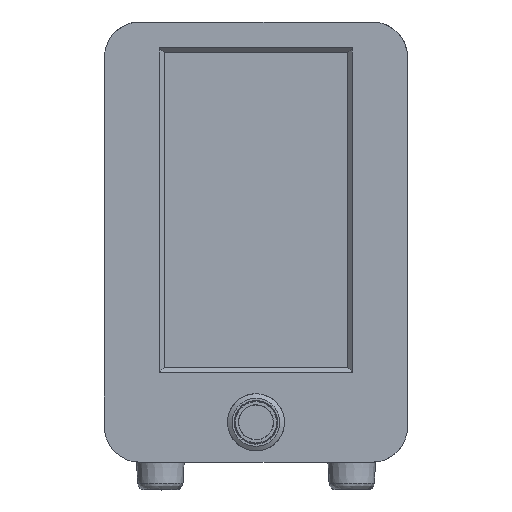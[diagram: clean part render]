
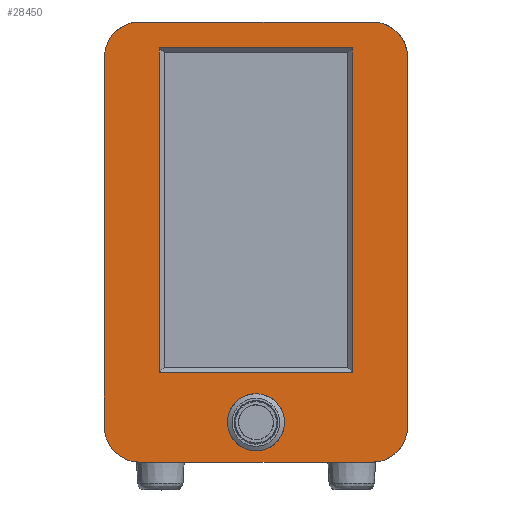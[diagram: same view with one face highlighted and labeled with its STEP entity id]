
A CAD part, top view. The second image highlights one B-rep face of the part: STEP entity #28450.
In plain terms, the highlighted planar face has unit normal (0, 0, 1).
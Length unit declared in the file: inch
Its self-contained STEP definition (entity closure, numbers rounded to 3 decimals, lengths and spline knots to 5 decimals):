
#452 = DIRECTION ( 'NONE',  ( 0., 0., 1. ) ) ;
#1179 = LINE ( 'NONE', #6786, #12173 ) ;
#1259 = CARTESIAN_POINT ( 'NONE',  ( -1.77563, -2.39911, -0.9625 ) ) ;
#1377 = LINE ( 'NONE', #9079, #24143 ) ;
#1945 = DIRECTION ( 'NONE',  ( 0., -1., 0. ) ) ;
#2081 = VERTEX_POINT ( 'NONE', #12633 ) ;
#2167 = LINE ( 'NONE', #25542, #21620 ) ;
#2372 = CARTESIAN_POINT ( 'NONE',  ( 0.09445, 0.27805, -0.9625 ) ) ;
#2764 = ORIENTED_EDGE ( 'NONE', *, *, #24082, .F. ) ;
#3484 = CARTESIAN_POINT ( 'NONE',  ( 1.53146, -2.39911, -0.9625 ) ) ;
#3492 = VECTOR ( 'NONE', #29728, 39.37008 ) ;
#4002 = EDGE_CURVE ( 'NONE', #8337, #19314, #7055, .T. ) ;
#4228 = VECTOR ( 'NONE', #1945, 39.37008 ) ;
#4240 = LINE ( 'NONE', #11008, #3492 ) ;
#4383 = DIRECTION ( 'NONE',  ( 1., 0., 0. ) ) ;
#4506 = CARTESIAN_POINT ( 'NONE',  ( -1.77563, 2.16781, -0.9625 ) ) ;
#4824 = CIRCLE ( 'NONE', #24903, 0.43307 ) ;
#4907 = EDGE_CURVE ( 'NONE', #13077, #26002, #21690, .T. ) ;
#5202 = VERTEX_POINT ( 'NONE', #4506 ) ;
#5814 = EDGE_CURVE ( 'NONE', #26002, #17746, #4824, .T. ) ;
#5851 = DIRECTION ( 'NONE',  ( 1., 0., 0. ) ) ;
#5920 = CARTESIAN_POINT ( 'NONE',  ( -1.09669, 2.22096, -0.9625 ) ) ;
#5974 = AXIS2_PLACEMENT_3D ( 'NONE', #22913, #8867, #25276 ) ;
#6712 = CARTESIAN_POINT ( 'NONE',  ( 1.28559, -1.72392, -0.9625 ) ) ;
#6754 = VERTEX_POINT ( 'NONE', #19517 ) ;
#6786 = CARTESIAN_POINT ( 'NONE',  ( -1.03764, -1.72392, -0.9625 ) ) ;
#6852 = AXIS2_PLACEMENT_3D ( 'NONE', #14487, #452, #16873 ) ;
#7055 = CIRCLE ( 'NONE', #5974, 0.43307 ) ;
#7078 = DIRECTION ( 'NONE',  ( 0., 0., -1. ) ) ;
#7127 = EDGE_CURVE ( 'NONE', #12996, #27852, #2167, .T. ) ;
#7157 = DIRECTION ( 'NONE',  ( -1., 0., 0. ) ) ;
#7281 = CIRCLE ( 'NONE', #22954, 0.43307 ) ;
#7405 = EDGE_CURVE ( 'NONE', #2081, #13077, #7281, .T. ) ;
#7509 = VECTOR ( 'NONE', #7157, 39.37008 ) ;
#7885 = CARTESIAN_POINT ( 'NONE',  ( 1.96453, 2.60089, -0.9625 ) ) ;
#8266 = DIRECTION ( 'NONE',  ( 0., 1., 0. ) ) ;
#8337 = VERTEX_POINT ( 'NONE', #1259 ) ;
#8743 = DIRECTION ( 'NONE',  ( 0., 0., 1. ) ) ;
#8867 = DIRECTION ( 'NONE',  ( 0., 0., 1. ) ) ;
#9079 = CARTESIAN_POINT ( 'NONE',  ( 1.22654, 2.28002, -0.9625 ) ) ;
#9484 = EDGE_CURVE ( 'NONE', #6754, #12996, #1377, .T. ) ;
#10024 = CARTESIAN_POINT ( 'NONE',  ( -1.09669, -1.72392, -0.9625 ) ) ;
#10176 = ORIENTED_EDGE ( 'NONE', *, *, #29000, .T. ) ;
#10248 = DIRECTION ( 'NONE',  ( 0., 1., 0. ) ) ;
#10478 = FACE_BOUND ( 'NONE', #21992, .T. ) ;
#10768 = CARTESIAN_POINT ( 'NONE',  ( 1.96453, -2.39911, -0.9625 ) ) ;
#11008 = CARTESIAN_POINT ( 'NONE',  ( 1.96453, -2.83219, -0.9625 ) ) ;
#11402 = DIRECTION ( 'NONE',  ( 0., 0., 1. ) ) ;
#11800 = VERTEX_POINT ( 'NONE', #20095 ) ;
#12130 = VECTOR ( 'NONE', #10248, 39.37008 ) ;
#12173 = VECTOR ( 'NONE', #20735, 39.37008 ) ;
#12526 = ORIENTED_EDGE ( 'NONE', *, *, #13462, .T. ) ;
#12633 = CARTESIAN_POINT ( 'NONE',  ( 1.53146, -2.83219, -0.9625 ) ) ;
#12996 = VERTEX_POINT ( 'NONE', #29308 ) ;
#13077 = VERTEX_POINT ( 'NONE', #10768 ) ;
#13356 = VECTOR ( 'NONE', #8266, 39.37008 ) ;
#13462 = EDGE_CURVE ( 'NONE', #27852, #24913, #1179, .T. ) ;
#14459 = ORIENTED_EDGE ( 'NONE', *, *, #7405, .T. ) ;
#14487 = CARTESIAN_POINT ( 'NONE',  ( -1.34256, 2.16781, -0.9625 ) ) ;
#15228 = LINE ( 'NONE', #23580, #7509 ) ;
#15230 = CIRCLE ( 'NONE', #30141, 0.35236 ) ;
#15238 = ORIENTED_EDGE ( 'NONE', *, *, #24134, .F. ) ;
#15535 = AXIS2_PLACEMENT_3D ( 'NONE', #2372, #7078, #23508 ) ;
#16873 = DIRECTION ( 'NONE',  ( 1., 0., 0. ) ) ;
#17420 = EDGE_LOOP ( 'NONE', ( #15238 ) ) ;
#17522 = EDGE_CURVE ( 'NONE', #5202, #8337, #22931, .T. ) ;
#17746 = VERTEX_POINT ( 'NONE', #23988 ) ;
#17788 = ORIENTED_EDGE ( 'NONE', *, *, #18659, .T. ) ;
#18452 = ORIENTED_EDGE ( 'NONE', *, *, #5814, .T. ) ;
#18659 = EDGE_CURVE ( 'NONE', #25011, #5202, #20673, .T. ) ;
#18747 = EDGE_LOOP ( 'NONE', ( #28914, #29281, #2764, #14459, #26553, #18452, #10176, #17788 ) ) ;
#19314 = VERTEX_POINT ( 'NONE', #26531 ) ;
#19517 = CARTESIAN_POINT ( 'NONE',  ( -1.09669, 2.28002, -0.9625 ) ) ;
#19888 = DIRECTION ( 'NONE',  ( 0., 0., 1. ) ) ;
#20095 = CARTESIAN_POINT ( 'NONE',  ( -0.25539, -2.38218, -0.9625 ) ) ;
#20673 = CIRCLE ( 'NONE', #6852, 0.43307 ) ;
#20710 = CARTESIAN_POINT ( 'NONE',  ( -1.77563, 2.60089, -0.9625 ) ) ;
#20735 = DIRECTION ( 'NONE',  ( -1., 0., 0. ) ) ;
#21620 = VECTOR ( 'NONE', #30218, 39.37008 ) ;
#21690 = LINE ( 'NONE', #7885, #12130 ) ;
#21992 = EDGE_LOOP ( 'NONE', ( #30354, #24520, #30014, #12526 ) ) ;
#22036 = CARTESIAN_POINT ( 'NONE',  ( -1.34256, 2.60089, -0.9625 ) ) ;
#22792 = CARTESIAN_POINT ( 'NONE',  ( 1.53146, 2.16781, -0.9625 ) ) ;
#22913 = CARTESIAN_POINT ( 'NONE',  ( -1.34256, -2.39911, -0.9625 ) ) ;
#22931 = LINE ( 'NONE', #20710, #4228 ) ;
#22954 = AXIS2_PLACEMENT_3D ( 'NONE', #3484, #19888, #5851 ) ;
#22968 = FACE_BOUND ( 'NONE', #17420, .T. ) ;
#23403 = PLANE ( 'NONE',  #15535 ) ;
#23508 = DIRECTION ( 'NONE',  ( 1., 0., 0. ) ) ;
#23536 = CARTESIAN_POINT ( 'NONE',  ( 1.96453, 2.16781, -0.9625 ) ) ;
#23580 = CARTESIAN_POINT ( 'NONE',  ( 1.96453, 2.60089, -0.9625 ) ) ;
#23718 = FACE_OUTER_BOUND ( 'NONE', #18747, .T. ) ;
#23988 = CARTESIAN_POINT ( 'NONE',  ( 1.53146, 2.60089, -0.9625 ) ) ;
#24082 = EDGE_CURVE ( 'NONE', #2081, #19314, #4240, .T. ) ;
#24134 = EDGE_CURVE ( 'NONE', #11800, #11800, #15230, .T. ) ;
#24143 = VECTOR ( 'NONE', #4383, 39.37008 ) ;
#24520 = ORIENTED_EDGE ( 'NONE', *, *, #9484, .T. ) ;
#24903 = AXIS2_PLACEMENT_3D ( 'NONE', #22792, #8743, #25147 ) ;
#24913 = VERTEX_POINT ( 'NONE', #10024 ) ;
#25011 = VERTEX_POINT ( 'NONE', #22036 ) ;
#25147 = DIRECTION ( 'NONE',  ( 1., 0., 0. ) ) ;
#25276 = DIRECTION ( 'NONE',  ( 1., 0., 0. ) ) ;
#25456 = CARTESIAN_POINT ( 'NONE',  ( 0.09445, -2.34006, -0.9625 ) ) ;
#25542 = CARTESIAN_POINT ( 'NONE',  ( 1.28559, -1.66486, -0.9625 ) ) ;
#25839 = LINE ( 'NONE', #5920, #13356 ) ;
#26002 = VERTEX_POINT ( 'NONE', #23536 ) ;
#26531 = CARTESIAN_POINT ( 'NONE',  ( -1.34256, -2.83219, -0.9625 ) ) ;
#26553 = ORIENTED_EDGE ( 'NONE', *, *, #4907, .T. ) ;
#27799 = DIRECTION ( 'NONE',  ( -0.993, -0.12, 0. ) ) ;
#27852 = VERTEX_POINT ( 'NONE', #6712 ) ;
#28450 = ADVANCED_FACE ( 'NONE', ( #23718, #10478, #22968 ), #23403, .F. ) ;
#28914 = ORIENTED_EDGE ( 'NONE', *, *, #17522, .T. ) ;
#29000 = EDGE_CURVE ( 'NONE', #17746, #25011, #15228, .T. ) ;
#29266 = EDGE_CURVE ( 'NONE', #24913, #6754, #25839, .T. ) ;
#29281 = ORIENTED_EDGE ( 'NONE', *, *, #4002, .T. ) ;
#29308 = CARTESIAN_POINT ( 'NONE',  ( 1.28559, 2.28002, -0.9625 ) ) ;
#29728 = DIRECTION ( 'NONE',  ( -1., 0., 0. ) ) ;
#30014 = ORIENTED_EDGE ( 'NONE', *, *, #7127, .T. ) ;
#30141 = AXIS2_PLACEMENT_3D ( 'NONE', #25456, #11402, #27799 ) ;
#30218 = DIRECTION ( 'NONE',  ( 0., -1., 0. ) ) ;
#30354 = ORIENTED_EDGE ( 'NONE', *, *, #29266, .T. ) ;
